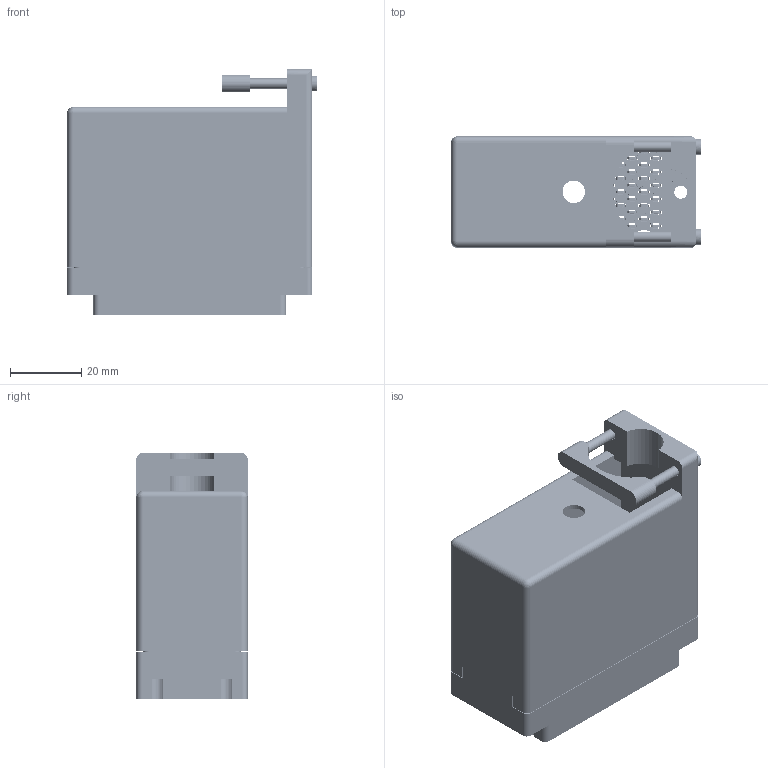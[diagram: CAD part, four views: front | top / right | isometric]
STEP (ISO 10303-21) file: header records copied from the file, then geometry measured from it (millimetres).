
FILE_DESCRIPTION (( 'STEP AP203' ), '1' );
FILE_NAME ('516-090-501-160.STEP', '2020-09-08T06:27:43', ( '' ), ( '' ), 'SwSTEP 2.0', 'SolidWorks 2020', '' );
FILE_SCHEMA (( 'CONFIG_CONTROL_DESIGN' ));
Length unit declared in the file: inch
Products named in the file (4): 516-090-501-160; 516-292-001_501 Contact; 516 Plug Insulator_090; 516-230-001_Metal - 090 Top Entry
Assembly tree (92 placements, depth 2):
  516-090-501-160
    516 Plug Insulator_090
    516-292-001_501 Contact  x90
    516-230-001_Metal - 090 Top Entry
Bounding box: 70.31 x 31.34 x 69.24 mm (x, y, z)
Volume: 35599.6 mm3; surface area: 61288 mm2
Topology: 92 solids, 92 shells, 8389 faces, 24388 edges, 16192 vertices
Faces by surface type: plane 5106, cylinder 2739, bspline 540, cone 2, sphere 2
Entity records: 70109 total; most frequent: CARTESIAN_POINT 12183, ORIENTED_EDGE 11748, DIRECTION 11362, EDGE_CURVE 5874, LINE 4446, VECTOR 4446, VERTEX_POINT 3910, AXIS2_PLACEMENT_3D 3458
